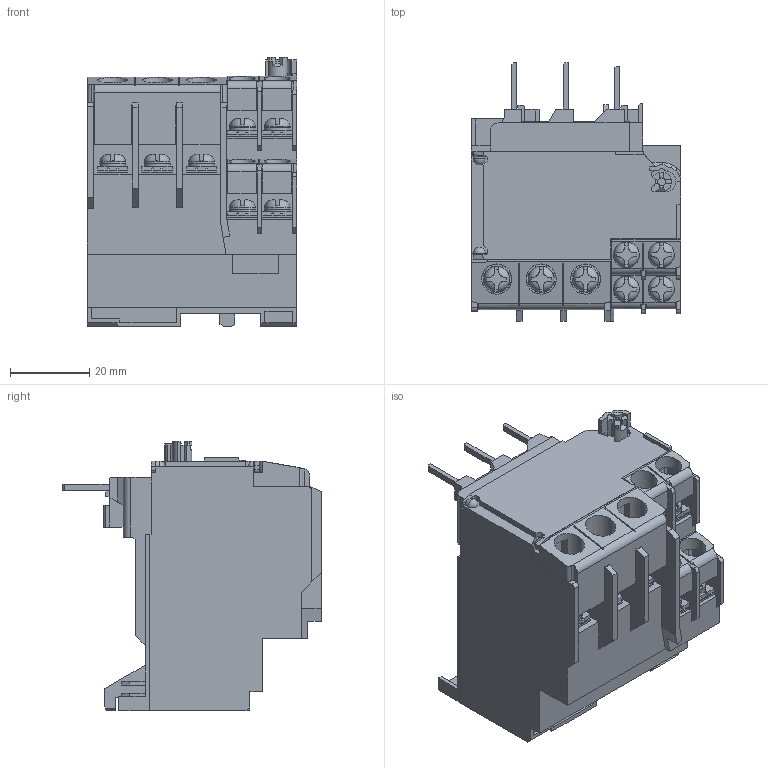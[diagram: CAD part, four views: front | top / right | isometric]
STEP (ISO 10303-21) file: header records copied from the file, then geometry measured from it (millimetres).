
FILE_DESCRIPTION (( 'STEP AP214' ), '1' );
FILE_NAME ('TR38X3.STEP', '2024-02-22T00:21:25', ( '' ), ( '' ), 'SwSTEP 2.0', 'SolidWorks 2024', '' );
FILE_SCHEMA (( 'AUTOMOTIVE_DESIGN' ));
Length unit declared in the file: millimetre
Products named in the file (14): TR38X_Cover; TR38X_Case; Plate_M3P5_7P7; TR38X_Changing-over switch; TR38X_Main terminal cover; M3P5 Aux terminal set^TR38X3; TR38X3; Screw_M3.5_L7; TR18X_Main plate band; TR38X_Aux terminal cover; Springwasher_M3P5; TR38X_Reset button; TR18X_Aux plate band; M3P5 Main terminal set^TR38X3
Assembly tree (22 placements, depth 3):
  TR38X3
    TR38X_Case
    TR38X_Changing-over switch
    TR38X_Reset button
    TR38X_Cover
    M3P5 Aux terminal set^TR38X3  x4
      TR18X_Aux plate band
      Plate_M3P5_7P7
      Screw_M3.5_L7
      Springwasher_M3P5
    M3P5 Main terminal set^TR38X3  x3
      TR18X_Main plate band
      Plate_M3P5_7P7
      Screw_M3.5_L7
      Springwasher_M3P5
    TR38X_Main terminal cover
    TR38X_Aux terminal cover  x2
Bounding box: 52.8 x 65.2 x 68 mm (x, y, z)
Volume: 113527.8 mm3; surface area: 34467.9 mm2
Topology: 35 solids, 35 shells, 1326 faces, 3687 edges, 2429 vertices
Faces by surface type: plane 1148, cylinder 156, cone 11, torus 7, sphere 4
Full cylindrical faces by diameter (mm): 1 x1, 2 x1, 3.5 x28, 5 x2, 6 x1, 6.6 x4, 7.6 x3, 11 x1, 11.2 x1
Entity records: 25098 total; most frequent: CARTESIAN_POINT 3986, ORIENTED_EDGE 3682, DIRECTION 3404, EDGE_CURVE 1841, VECTOR 1594, LINE 1594, VERTEX_POINT 1229, AXIS2_PLACEMENT_3D 905
